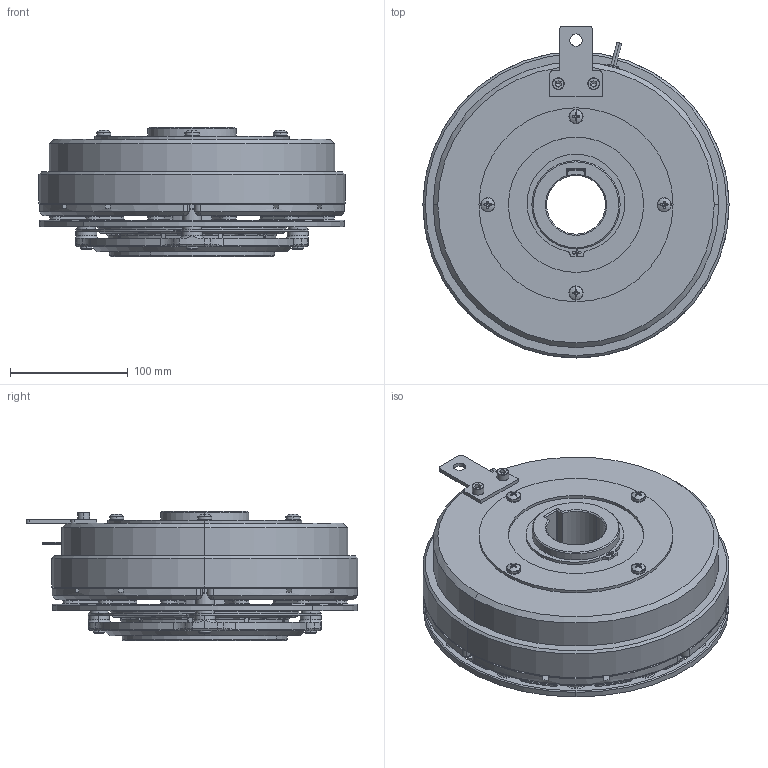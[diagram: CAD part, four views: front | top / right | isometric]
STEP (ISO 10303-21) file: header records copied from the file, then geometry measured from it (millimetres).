
FILE_DESCRIPTION (( 'STEP AP203' ), '1' );
FILE_NAME ('MSC40T.STEP', '2017-07-11T07:32:17', ( '新井重治' ), ( '小倉クラッチ' ), 'SwSTEP 2.0', 'SolidWorks 2009', '' );
FILE_SCHEMA (( 'CONFIG_CONTROL_DESIGN' ));
Products named in the file (1): MSC40T
Bounding box: 260.4 x 282.2 x 110 mm (x, y, z)
Volume: 3484601.1 mm3; surface area: 442276.1 mm2
Topology: 3 solids, 27 shells, 1909 faces, 4772 edges, 2955 vertices
Faces by surface type: cylinder 859, plane 571, torus 271, cone 192, bspline 8, sphere 8
Entity records: 60795 total; most frequent: CARTESIAN_POINT 13780, DIRECTION 10634, ORIENTED_EDGE 9488, EDGE_CURVE 4744, AXIS2_PLACEMENT_3D 4417, VERTEX_POINT 2955, CIRCLE 2515, EDGE_LOOP 2141
